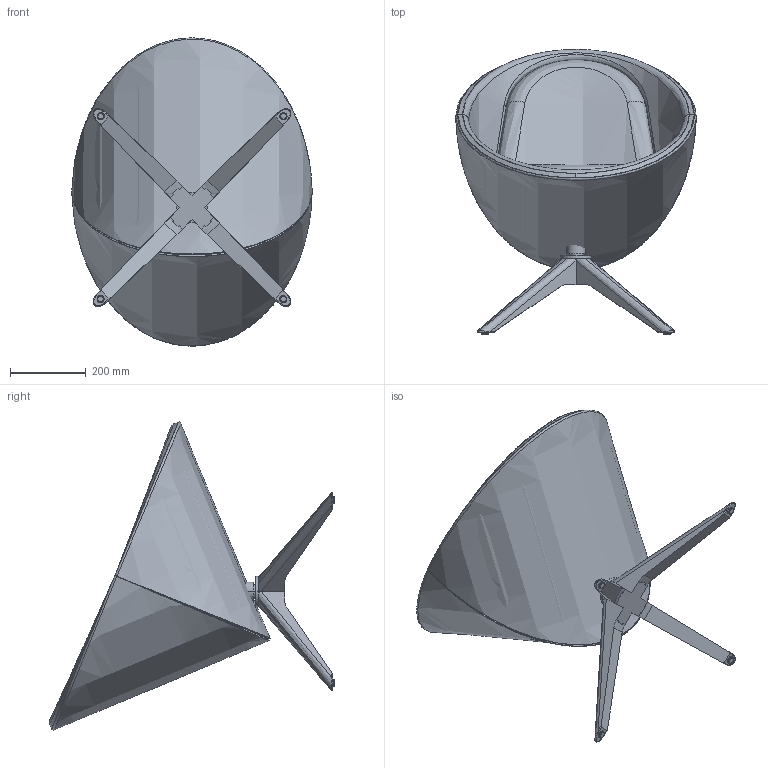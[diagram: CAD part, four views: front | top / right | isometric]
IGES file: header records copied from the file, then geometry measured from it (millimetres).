
Start section: SolidWorks IGES file using analytic representation for surfaces
Global section: file name: SL001 - IGS.IGS; native system: SolidWorks 2019; preprocessor: SolidWorks 2019; author: Comunicacao1; date: 200317.095709; units: millimetre
Bounding box: 634.88 x 753.64 x 813.83 mm (x, y, z)
Volume: 33001476.9 mm3; surface area: 4202423.9 mm2
Topology: 14 solids, 14 shells, 243 faces, 564 edges, 332 vertices
Faces by surface type: bspline 96, revolution 88, plane 59
